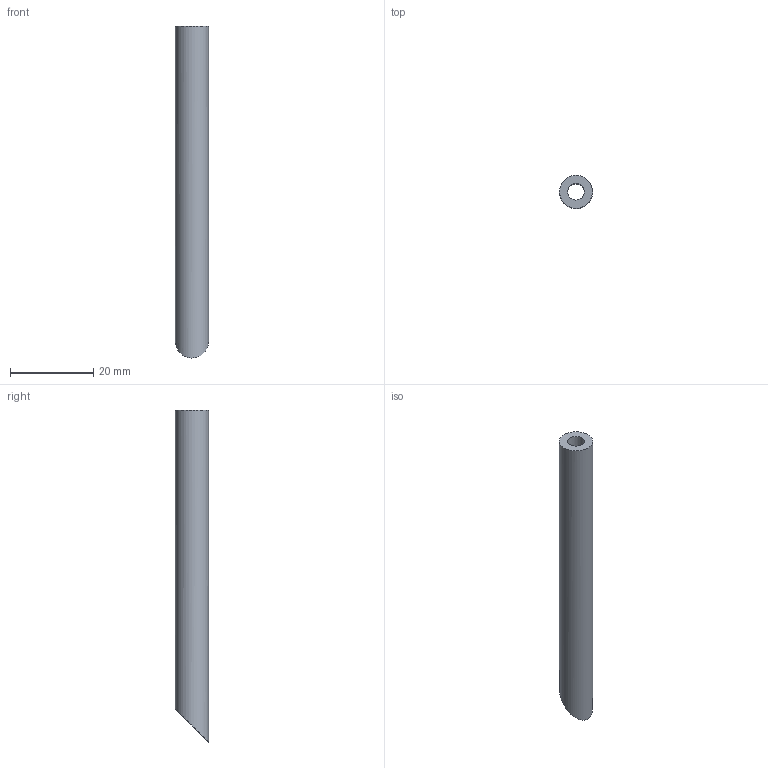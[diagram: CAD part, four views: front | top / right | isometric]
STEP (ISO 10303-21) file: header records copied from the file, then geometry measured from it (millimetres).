
FILE_DESCRIPTION(/* description */ ('STEP AP214'),/* implementation_level */ '2;1');
FILE_NAME(/* name */ '561719_PUN-V0-8X2-GE-C',/* time_stamp */ '2024-09-14T00:37:25+02:00',/* author */ ('License CC BY-ND 4.0'),/* organization */ ('CADENAS'),/* preprocessor_version */ 'ST-DEVELOPER v19.3',/* originating_system */ 'PARTsolutions',/* authorisation */ ' ');
FILE_SCHEMA (('AUTOMOTIVE_DESIGN {1 0 10303 214 3 1 1}'));
Length unit declared in the file: millimetre
Products named in the file (1): 561719 PUN-V0-8X2-GE-C---(50)
Bounding box: 8 x 8 x 80 mm (x, y, z)
Volume: 2865.1 mm3; surface area: 2956.1 mm2
Topology: 1 solids, 1 shells, 4 faces, 8 edges, 6 vertices
Faces by surface type: cylinder 2, plane 2
Full cylindrical faces by diameter (mm): 4 x1, 8 x1
Entity records: 118 total; most frequent: DIRECTION 18, CARTESIAN_POINT 13, AXIS2_PLACEMENT_3D 9, ORIENTED_EDGE 8, EDGE_LOOP 8, FACE_BOUND 8, EDGE_CURVE 4, VERTEX_POINT 4
